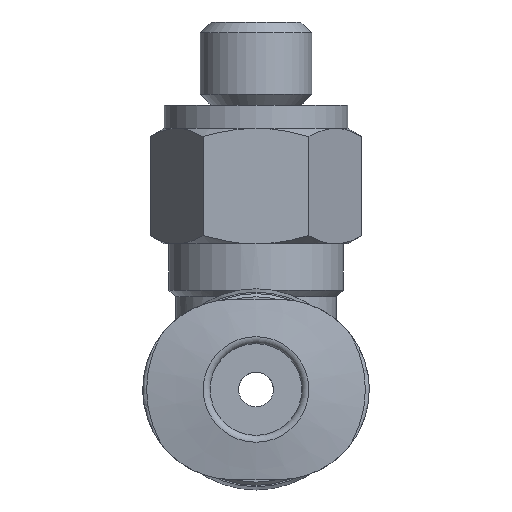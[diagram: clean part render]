
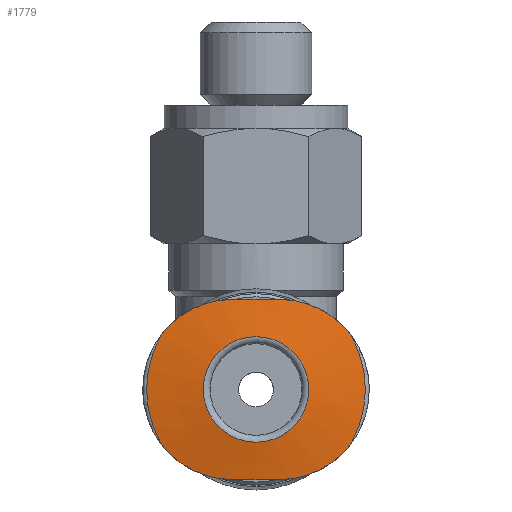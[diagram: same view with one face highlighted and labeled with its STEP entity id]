
A CAD part, left-side view. The second image highlights one B-rep face of the part: STEP entity #1779.
In plain terms, the highlighted conical face has half-angle 80 degrees and reference radius 2.284 mm.
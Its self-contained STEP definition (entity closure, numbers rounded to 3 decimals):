
#67=CONICAL_SURFACE('',#1911,2.285,1.396);
#168=CIRCLE('',#1825,4.735);
#207=CIRCLE('',#1912,4.735);
#208=CIRCLE('',#1913,2.285);
#411=ORIENTED_EDGE('',*,*,#681,.T.);
#412=ORIENTED_EDGE('',*,*,#682,.T.);
#413=ORIENTED_EDGE('',*,*,#683,.F.);
#414=ORIENTED_EDGE('',*,*,#684,.T.);
#415=ORIENTED_EDGE('',*,*,#685,.T.);
#416=ORIENTED_EDGE('',*,*,#686,.T.);
#417=ORIENTED_EDGE('',*,*,#566,.F.);
#418=ORIENTED_EDGE('',*,*,#687,.T.);
#419=ORIENTED_EDGE('',*,*,#688,.T.);
#566=EDGE_CURVE('',#732,#731,#168,.T.);
#681=EDGE_CURVE('',#817,#818,#904,.T.);
#682=EDGE_CURVE('',#818,#819,#905,.T.);
#683=EDGE_CURVE('',#820,#819,#207,.T.);
#684=EDGE_CURVE('',#820,#821,#906,.T.);
#685=EDGE_CURVE('',#821,#822,#907,.T.);
#686=EDGE_CURVE('',#822,#731,#908,.T.);
#687=EDGE_CURVE('',#732,#817,#909,.T.);
#688=EDGE_CURVE('',#823,#823,#208,.T.);
#731=VERTEX_POINT('',#2323);
#732=VERTEX_POINT('',#2328);
#817=VERTEX_POINT('',#2730);
#818=VERTEX_POINT('',#2731);
#819=VERTEX_POINT('',#2736);
#820=VERTEX_POINT('',#2738);
#821=VERTEX_POINT('',#2743);
#822=VERTEX_POINT('',#2748);
#823=VERTEX_POINT('',#2758);
#904=B_SPLINE_CURVE_WITH_KNOTS('',3,(#2726,#2727,#2728,#2729),
 .UNSPECIFIED.,.F.,.F.,(4,4),(0.002,0.004),
 .UNSPECIFIED.);
#905=B_SPLINE_CURVE_WITH_KNOTS('',3,(#2732,#2733,#2734,#2735),
 .UNSPECIFIED.,.F.,.F.,(4,4),(0.,0.004),
 .UNSPECIFIED.);
#906=B_SPLINE_CURVE_WITH_KNOTS('',3,(#2739,#2740,#2741,#2742),
 .UNSPECIFIED.,.F.,.F.,(4,4),(0.,0.004),
 .UNSPECIFIED.);
#907=B_SPLINE_CURVE_WITH_KNOTS('',3,(#2744,#2745,#2746,#2747),
 .UNSPECIFIED.,.F.,.F.,(4,4),(0.002,0.004),
 .UNSPECIFIED.);
#908=B_SPLINE_CURVE_WITH_KNOTS('',3,(#2749,#2750,#2751,#2752),
 .UNSPECIFIED.,.F.,.F.,(4,4),(0.,0.004),
 .UNSPECIFIED.);
#909=B_SPLINE_CURVE_WITH_KNOTS('',3,(#2753,#2754,#2755,#2756),
 .UNSPECIFIED.,.F.,.F.,(4,4),(0.,0.004),
 .UNSPECIFIED.);
#965=EDGE_LOOP('',(#411,#412,#413,#414,#415,#416,#417,#418));
#966=EDGE_LOOP('',(#419));
#1085=FACE_BOUND('',#965,.T.);
#1086=FACE_BOUND('',#966,.T.);
#1779=ADVANCED_FACE('',(#1085,#1086),#67,.T.);
#1825=AXIS2_PLACEMENT_3D('',#2329,#1980,#1981);
#1911=AXIS2_PLACEMENT_3D('',#2725,#2170,#2171);
#1912=AXIS2_PLACEMENT_3D('',#2737,#2172,#2173);
#1913=AXIS2_PLACEMENT_3D('',#2757,#2174,#2175);
#1980=DIRECTION('',(1.,0.,0.));
#1981=DIRECTION('',(0.,0.,-1.));
#2170=DIRECTION('',(1.,0.,0.));
#2171=DIRECTION('',(0.,0.,-1.));
#2172=DIRECTION('',(1.,0.,0.));
#2173=DIRECTION('',(0.,0.,-1.));
#2174=DIRECTION('',(1.,0.,0.));
#2175=DIRECTION('',(0.,0.,-1.));
#2323=CARTESIAN_POINT('',(-14.668,4.104,2.361));
#2328=CARTESIAN_POINT('',(-14.668,4.104,-2.361));
#2329=CARTESIAN_POINT('',(-14.668,0.,0.));
#2725=CARTESIAN_POINT('',(-15.1,0.,0.));
#2726=CARTESIAN_POINT('',(-14.793,1.,-3.9));
#2727=CARTESIAN_POINT('',(-14.822,0.334,-3.9));
#2728=CARTESIAN_POINT('',(-14.822,-0.333,-3.9));
#2729=CARTESIAN_POINT('',(-14.793,-1.,-3.9));
#2730=CARTESIAN_POINT('',(-14.793,1.,-3.9));
#2731=CARTESIAN_POINT('',(-14.793,-1.,-3.9));
#2732=CARTESIAN_POINT('',(-14.793,-1.,-3.9));
#2733=CARTESIAN_POINT('',(-14.74,-2.206,-3.9));
#2734=CARTESIAN_POINT('',(-14.695,-3.373,-3.322));
#2735=CARTESIAN_POINT('',(-14.668,-4.104,-2.361));
#2736=CARTESIAN_POINT('',(-14.668,-4.104,-2.361));
#2737=CARTESIAN_POINT('',(-14.668,0.,0.));
#2738=CARTESIAN_POINT('',(-14.668,-4.104,2.361));
#2739=CARTESIAN_POINT('',(-14.668,-4.104,2.361));
#2740=CARTESIAN_POINT('',(-14.695,-3.373,3.321));
#2741=CARTESIAN_POINT('',(-14.74,-2.206,3.9));
#2742=CARTESIAN_POINT('',(-14.793,-1.,3.9));
#2743=CARTESIAN_POINT('',(-14.793,-1.,3.9));
#2744=CARTESIAN_POINT('',(-14.793,-1.,3.9));
#2745=CARTESIAN_POINT('',(-14.822,-0.334,3.9));
#2746=CARTESIAN_POINT('',(-14.822,0.333,3.9));
#2747=CARTESIAN_POINT('',(-14.793,1.,3.9));
#2748=CARTESIAN_POINT('',(-14.793,1.,3.9));
#2749=CARTESIAN_POINT('',(-14.793,1.,3.9));
#2750=CARTESIAN_POINT('',(-14.74,2.206,3.9));
#2751=CARTESIAN_POINT('',(-14.695,3.373,3.322));
#2752=CARTESIAN_POINT('',(-14.668,4.104,2.361));
#2753=CARTESIAN_POINT('',(-14.668,4.104,-2.361));
#2754=CARTESIAN_POINT('',(-14.695,3.373,-3.321));
#2755=CARTESIAN_POINT('',(-14.74,2.206,-3.9));
#2756=CARTESIAN_POINT('',(-14.793,1.,-3.9));
#2757=CARTESIAN_POINT('',(-15.1,0.,0.));
#2758=CARTESIAN_POINT('',(-15.1,0.,-2.285));
